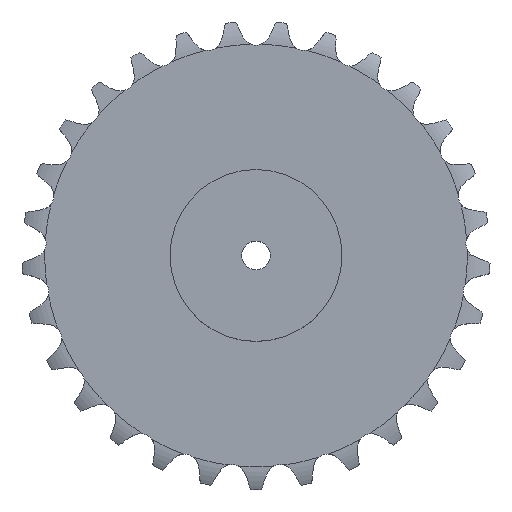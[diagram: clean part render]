
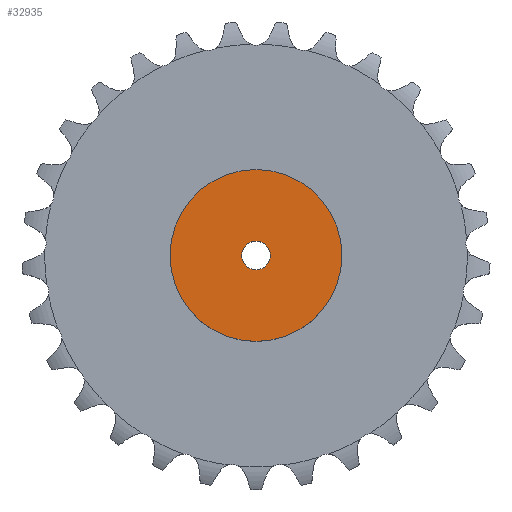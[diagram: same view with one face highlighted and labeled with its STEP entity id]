
A CAD part, top view. The second image highlights one B-rep face of the part: STEP entity #32935.
In plain terms, the highlighted planar face has unit normal (0, 0, 1).
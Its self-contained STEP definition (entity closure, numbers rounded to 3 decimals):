
#3861 = CYLINDRICAL_SURFACE('',#3862,90.);
#3862 = AXIS2_PLACEMENT_3D('',#3863,#3864,#3865);
#3863 = CARTESIAN_POINT('',(0.,0.,0.));
#3864 = DIRECTION('',(-0.,-0.,-1.));
#3865 = DIRECTION('',(1.,0.,0.));
#21160 = VERTEX_POINT('',#21161);
#21161 = CARTESIAN_POINT('',(90.,0.,90.));
#21182 = EDGE_CURVE('',#21160,#21160,#21183,.T.);
#21183 = SURFACE_CURVE('',#21184,(#21189,#21196),.PCURVE_S1.);
#21184 = CIRCLE('',#21185,90.);
#21185 = AXIS2_PLACEMENT_3D('',#21186,#21187,#21188);
#21186 = CARTESIAN_POINT('',(0.,0.,90.));
#21187 = DIRECTION('',(0.,0.,1.));
#21188 = DIRECTION('',(1.,0.,0.));
#21189 = PCURVE('',#3861,#21190);
#21190 = DEFINITIONAL_REPRESENTATION('',(#21191),#21195);
#21191 = LINE('',#21192,#21193);
#21192 = CARTESIAN_POINT('',(-0.,-90.));
#21193 = VECTOR('',#21194,1.);
#21194 = DIRECTION('',(-1.,0.));
#21195 = ( GEOMETRIC_REPRESENTATION_CONTEXT(2) 
PARAMETRIC_REPRESENTATION_CONTEXT() REPRESENTATION_CONTEXT('2D SPACE',''
  ) );
#21196 = PCURVE('',#21197,#21202);
#21197 = PLANE('',#21198);
#21198 = AXIS2_PLACEMENT_3D('',#21199,#21200,#21201);
#21199 = CARTESIAN_POINT('',(0.,0.,90.)
  );
#21200 = DIRECTION('',(0.,0.,1.));
#21201 = DIRECTION('',(1.,0.,0.));
#21202 = DEFINITIONAL_REPRESENTATION('',(#21203),#21207);
#21203 = CIRCLE('',#21204,90.);
#21204 = AXIS2_PLACEMENT_2D('',#21205,#21206);
#21205 = CARTESIAN_POINT('',(0.,0.));
#21206 = DIRECTION('',(1.,0.));
#21207 = ( GEOMETRIC_REPRESENTATION_CONTEXT(2) 
PARAMETRIC_REPRESENTATION_CONTEXT() REPRESENTATION_CONTEXT('2D SPACE',''
  ) );
#28190 = CYLINDRICAL_SURFACE('',#28191,15.);
#28191 = AXIS2_PLACEMENT_3D('',#28192,#28193,#28194);
#28192 = CARTESIAN_POINT('',(0.,0.,743.322));
#28193 = DIRECTION('',(0.,0.,1.));
#28194 = DIRECTION('',(1.,0.,0.));
#32935 = ADVANCED_FACE('',(#32936,#32939),#21197,.T.);
#32936 = FACE_BOUND('',#32937,.T.);
#32937 = EDGE_LOOP('',(#32938));
#32938 = ORIENTED_EDGE('',*,*,#21182,.T.);
#32939 = FACE_BOUND('',#32940,.T.);
#32940 = EDGE_LOOP('',(#32941));
#32941 = ORIENTED_EDGE('',*,*,#32942,.F.);
#32942 = EDGE_CURVE('',#32943,#32943,#32945,.T.);
#32943 = VERTEX_POINT('',#32944);
#32944 = CARTESIAN_POINT('',(15.,0.,90.));
#32945 = SURFACE_CURVE('',#32946,(#32951,#32958),.PCURVE_S1.);
#32946 = CIRCLE('',#32947,15.);
#32947 = AXIS2_PLACEMENT_3D('',#32948,#32949,#32950);
#32948 = CARTESIAN_POINT('',(0.,0.,90.));
#32949 = DIRECTION('',(0.,0.,1.));
#32950 = DIRECTION('',(1.,0.,0.));
#32951 = PCURVE('',#21197,#32952);
#32952 = DEFINITIONAL_REPRESENTATION('',(#32953),#32957);
#32953 = CIRCLE('',#32954,15.);
#32954 = AXIS2_PLACEMENT_2D('',#32955,#32956);
#32955 = CARTESIAN_POINT('',(0.,0.));
#32956 = DIRECTION('',(1.,0.));
#32957 = ( GEOMETRIC_REPRESENTATION_CONTEXT(2) 
PARAMETRIC_REPRESENTATION_CONTEXT() REPRESENTATION_CONTEXT('2D SPACE',''
  ) );
#32958 = PCURVE('',#28190,#32959);
#32959 = DEFINITIONAL_REPRESENTATION('',(#32960),#32964);
#32960 = LINE('',#32961,#32962);
#32961 = CARTESIAN_POINT('',(0.,-653.322));
#32962 = VECTOR('',#32963,1.);
#32963 = DIRECTION('',(1.,0.));
#32964 = ( GEOMETRIC_REPRESENTATION_CONTEXT(2) 
PARAMETRIC_REPRESENTATION_CONTEXT() REPRESENTATION_CONTEXT('2D SPACE',''
  ) );
